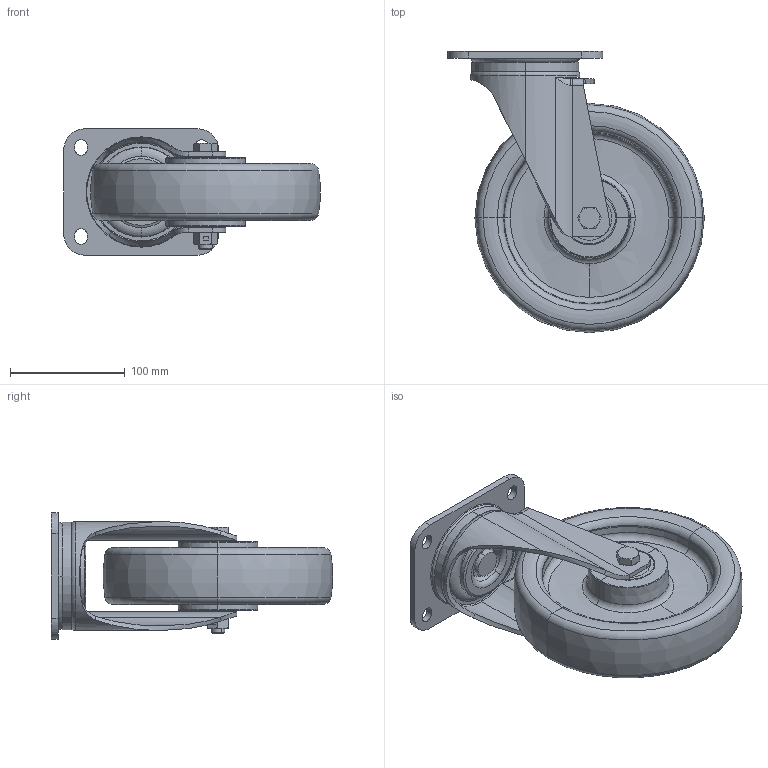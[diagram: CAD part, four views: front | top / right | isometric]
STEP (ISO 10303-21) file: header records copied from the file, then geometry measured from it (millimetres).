
FILE_DESCRIPTION (( 'STEP AP214' ), '1' );
FILE_NAME ('0033403_L-IM-PUZK-200-K-3-EC.STEP', '2016-11-22T13:26:59', ( '' ), ( '' ), 'SwSTEP 2.0', 'SolidWorks 2016', '' );
FILE_SCHEMA (( 'AUTOMOTIVE_DESIGN' ));
Length unit declared in the file: millimetre
Products named in the file (1): 0033403_L-IM-PUZK-200-K-3-EC
Bounding box: 223.32 x 244.82 x 110 mm (x, y, z)
Surface area: 206309.2 mm2 (no closed solid volume)
Topology: 0 solids, 19 shells, 329 faces, 1074 edges, 757 vertices
Faces by surface type: plane 144, torus 73, cylinder 61, cone 36, bspline 15
Entity records: 16559 total; most frequent: CARTESIAN_POINT 3544, DIRECTION 2055, ORIENTED_EDGE 1690, EDGE_CURVE 1070, VERTEX_POINT 757, AXIS2_PLACEMENT_3D 731, VECTOR 593, LINE 593
